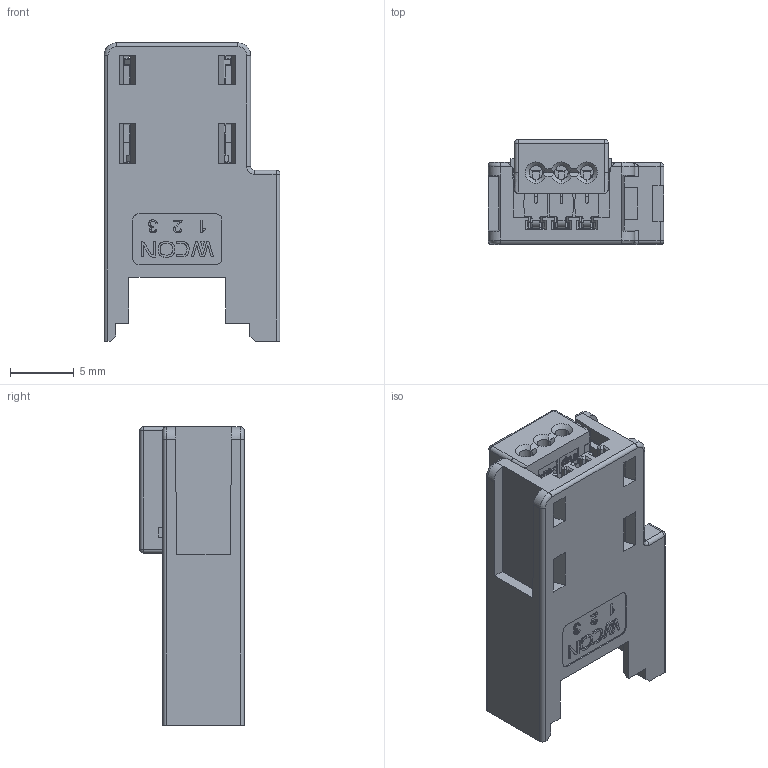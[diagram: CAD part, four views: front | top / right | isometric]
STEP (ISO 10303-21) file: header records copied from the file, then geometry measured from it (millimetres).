
FILE_DESCRIPTION( ('This file contains a STEP AP42 implementation' ,'as created by ZW3D STEP Interface translator.') ,'2;1' );
FILE_NAME( '5373-103SXXXXNX01W.stp' ,'2312 4.143313', (''), ('ZWCAD Software Co.'), 'Version 1.0', 'ZW3D to STEP translator', '' );
FILE_SCHEMA(('AUTOMOTIVE_DESIGN { 1 0 10303 214 1 1 1 1 }'));
Length unit declared in the file: millimetre
Products named in the file (2): 0; 5373-103SXXXXNX01X.stp111
Bounding box: 13.8 x 8.2 x 23.4 mm (x, y, z)
Volume: 1042.2 mm3; surface area: 2387.6 mm2
Topology: 1 solids, 1 shells, 1979 faces, 5493 edges, 3600 vertices
Faces by surface type: plane 1178, bspline 720, cylinder 68, cone 7, sphere 6
Entity records: 71388 total; most frequent: CARTESIAN_POINT 23158, ORIENTED_EDGE 10986, DIRECTION 7110, EDGE_CURVE 5493, VECTOR 3862, LINE 3862, VERTEX_POINT 3600, EDGE_LOOP 2107
